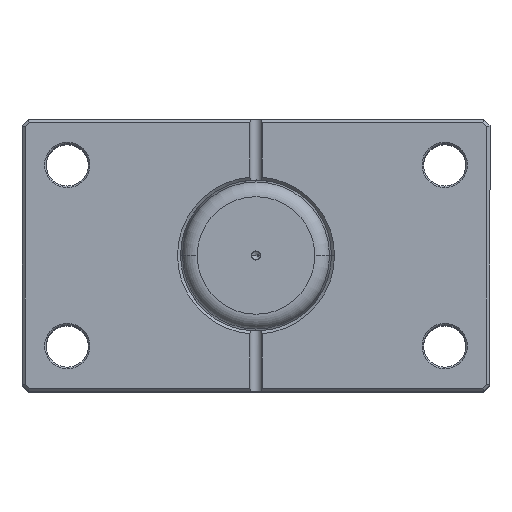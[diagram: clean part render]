
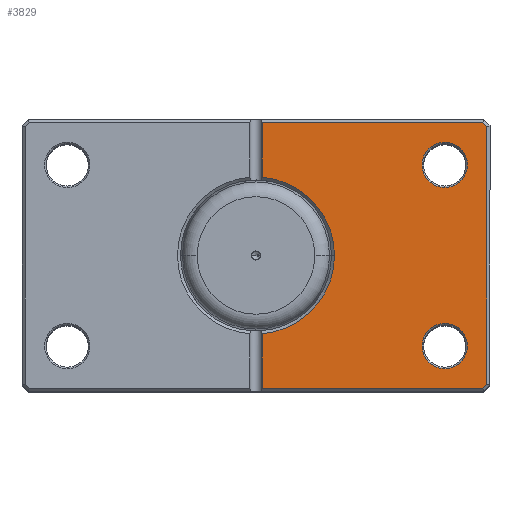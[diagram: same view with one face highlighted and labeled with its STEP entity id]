
A CAD part, top view. The second image highlights one B-rep face of the part: STEP entity #3829.
In plain terms, the highlighted face is planar.
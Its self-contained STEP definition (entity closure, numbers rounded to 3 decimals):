
#97 = AXIS2_PLACEMENT_3D ( 'NONE', #943, #4320, #1401 ) ;
#137 = CARTESIAN_POINT ( 'NONE',  ( -62.5, -30., 0. ) ) ;
#160 = DIRECTION ( 'NONE',  ( 1., 0., 0. ) ) ;
#207 = EDGE_LOOP ( 'NONE', ( #1029, #5745 ) ) ;
#241 = DIRECTION ( 'NONE',  ( 1., 0., 0. ) ) ;
#249 = LINE ( 'NONE', #2840, #5417 ) ;
#265 = DIRECTION ( 'NONE',  ( 0., 0., 1. ) ) ;
#283 = VERTEX_POINT ( 'NONE', #4024 ) ;
#297 = AXIS2_PLACEMENT_3D ( 'NONE', #6070, #3115, #241 ) ;
#299 = CARTESIAN_POINT ( 'NONE',  ( -59.543, 59.543, 0. ) ) ;
#340 = VERTEX_POINT ( 'NONE', #4672 ) ;
#510 = CARTESIAN_POINT ( 'NONE',  ( -2., 25.923, 0. ) ) ;
#539 = LINE ( 'NONE', #1033, #4238 ) ;
#577 = CARTESIAN_POINT ( 'NONE',  ( -62.5, 30., 0. ) ) ;
#603 = DIRECTION ( 'NONE',  ( 1., 0., 0. ) ) ;
#707 = DIRECTION ( 'NONE',  ( 1., 0., 0. ) ) ;
#719 = VECTOR ( 'NONE', #3039, 1000. ) ;
#758 = EDGE_CURVE ( 'NONE', #283, #1537, #6137, .T. ) ;
#763 = CARTESIAN_POINT ( 'NONE',  ( 0., 44., 0. ) ) ;
#911 = CIRCLE ( 'NONE', #97, 7.5 ) ;
#919 = DIRECTION ( 'NONE',  ( 0., 0., 1. ) ) ;
#943 = CARTESIAN_POINT ( 'NONE',  ( -62.5, 30., 0. ) ) ;
#961 = ORIENTED_EDGE ( 'NONE', *, *, #3975, .T. ) ;
#984 = CARTESIAN_POINT ( 'NONE',  ( -75.086, -44., 0. ) ) ;
#1029 = ORIENTED_EDGE ( 'NONE', *, *, #2923, .T. ) ;
#1033 = CARTESIAN_POINT ( 'NONE',  ( -2., 45., 0. ) ) ;
#1112 = ORIENTED_EDGE ( 'NONE', *, *, #2464, .T. ) ;
#1149 = CARTESIAN_POINT ( 'NONE',  ( -26., 0., 0. ) ) ;
#1150 = LINE ( 'NONE', #299, #4881 ) ;
#1178 = ORIENTED_EDGE ( 'NONE', *, *, #1718, .T. ) ;
#1190 = EDGE_CURVE ( 'NONE', #4342, #4420, #3258, .T. ) ;
#1210 = VERTEX_POINT ( 'NONE', #2000 ) ;
#1216 = LINE ( 'NONE', #4412, #2044 ) ;
#1264 = EDGE_CURVE ( 'NONE', #5134, #1210, #3113, .T. ) ;
#1265 = CARTESIAN_POINT ( 'NONE',  ( -70., -30., 0. ) ) ;
#1317 = ORIENTED_EDGE ( 'NONE', *, *, #2974, .T. ) ;
#1401 = DIRECTION ( 'NONE',  ( 1., 0., 0. ) ) ;
#1410 = DIRECTION ( 'NONE',  ( 0., 1., 0. ) ) ;
#1449 = CARTESIAN_POINT ( 'NONE',  ( -2., -25.923, 0. ) ) ;
#1510 = EDGE_CURVE ( 'NONE', #1789, #4342, #4344, .T. ) ;
#1537 = VERTEX_POINT ( 'NONE', #4187 ) ;
#1567 = PLANE ( 'NONE',  #2814 ) ;
#1623 = CARTESIAN_POINT ( 'NONE',  ( -55., -30., 0. ) ) ;
#1640 = VERTEX_POINT ( 'NONE', #510 ) ;
#1705 = VERTEX_POINT ( 'NONE', #4254 ) ;
#1718 = EDGE_CURVE ( 'NONE', #3118, #4747, #2580, .T. ) ;
#1789 = VERTEX_POINT ( 'NONE', #1449 ) ;
#1878 = CIRCLE ( 'NONE', #2328, 7.5 ) ;
#1960 = DIRECTION ( 'NONE',  ( -0.707, 0.707, 0. ) ) ;
#2000 = CARTESIAN_POINT ( 'NONE',  ( -2., 44., 0. ) ) ;
#2044 = VECTOR ( 'NONE', #1960, 1000. ) ;
#2255 = CIRCLE ( 'NONE', #297, 26. ) ;
#2292 = DIRECTION ( 'NONE',  ( 1., 0., 0. ) ) ;
#2328 = AXIS2_PLACEMENT_3D ( 'NONE', #137, #3474, #603 ) ;
#2344 = FACE_BOUND ( 'NONE', #6293, .T. ) ;
#2352 = EDGE_CURVE ( 'NONE', #1705, #340, #249, .T. ) ;
#2464 = EDGE_CURVE ( 'NONE', #4420, #1705, #1216, .T. ) ;
#2533 = ORIENTED_EDGE ( 'NONE', *, *, #1190, .T. ) ;
#2537 = DIRECTION ( 'NONE',  ( 1., 0., 0. ) ) ;
#2540 = CARTESIAN_POINT ( 'NONE',  ( 0., 0., 0. ) ) ;
#2580 = CIRCLE ( 'NONE', #5377, 7.5 ) ;
#2632 = CIRCLE ( 'NONE', #4350, 26. ) ;
#2671 = DIRECTION ( 'NONE',  ( 0.707, 0.707, 0. ) ) ;
#2814 = AXIS2_PLACEMENT_3D ( 'NONE', #2540, #3025, #160 ) ;
#2840 = CARTESIAN_POINT ( 'NONE',  ( -76.5, 0., 0. ) ) ;
#2923 = EDGE_CURVE ( 'NONE', #1537, #283, #911, .T. ) ;
#2974 = EDGE_CURVE ( 'NONE', #4747, #3118, #1878, .T. ) ;
#3025 = DIRECTION ( 'NONE',  ( 0., 0., 1. ) ) ;
#3039 = DIRECTION ( 'NONE',  ( -1., 0., 0. ) ) ;
#3070 = CARTESIAN_POINT ( 'NONE',  ( 0., -44., 0. ) ) ;
#3113 = LINE ( 'NONE', #763, #5434 ) ;
#3115 = DIRECTION ( 'NONE',  ( 0., 0., 1. ) ) ;
#3118 = VERTEX_POINT ( 'NONE', #1623 ) ;
#3131 = EDGE_CURVE ( 'NONE', #5835, #1789, #2255, .T. ) ;
#3166 = FACE_BOUND ( 'NONE', #207, .T. ) ;
#3258 = LINE ( 'NONE', #3070, #719 ) ;
#3419 = DIRECTION ( 'NONE',  ( 0., -1., 0. ) ) ;
#3474 = DIRECTION ( 'NONE',  ( 0., 0., 1. ) ) ;
#3789 = CARTESIAN_POINT ( 'NONE',  ( 0., 0., 0. ) ) ;
#3829 = ADVANCED_FACE ( 'NONE', ( #2344, #3166, #5791 ), #1567, .F. ) ;
#3857 = DIRECTION ( 'NONE',  ( 0., -1., 0. ) ) ;
#3895 = CARTESIAN_POINT ( 'NONE',  ( -2., 45., 0. ) ) ;
#3940 = ORIENTED_EDGE ( 'NONE', *, *, #3131, .T. ) ;
#3960 = EDGE_LOOP ( 'NONE', ( #5584, #3961, #3940, #4429, #2533, #1112, #4837, #961, #4688 ) ) ;
#3961 = ORIENTED_EDGE ( 'NONE', *, *, #4186, .T. ) ;
#3975 = EDGE_CURVE ( 'NONE', #340, #5134, #1150, .T. ) ;
#4024 = CARTESIAN_POINT ( 'NONE',  ( -55., 30., 0. ) ) ;
#4186 = EDGE_CURVE ( 'NONE', #1640, #5835, #2632, .T. ) ;
#4187 = CARTESIAN_POINT ( 'NONE',  ( -70., 30., 0. ) ) ;
#4221 = CARTESIAN_POINT ( 'NONE',  ( -75.086, 44., 0. ) ) ;
#4238 = VECTOR ( 'NONE', #3419, 1000. ) ;
#4254 = CARTESIAN_POINT ( 'NONE',  ( -76.5, -42.586, 0. ) ) ;
#4305 = DIRECTION ( 'NONE',  ( 1., 0., 0. ) ) ;
#4320 = DIRECTION ( 'NONE',  ( 0., 0., 1. ) ) ;
#4342 = VERTEX_POINT ( 'NONE', #5766 ) ;
#4344 = LINE ( 'NONE', #3895, #5803 ) ;
#4350 = AXIS2_PLACEMENT_3D ( 'NONE', #3789, #919, #4305 ) ;
#4412 = CARTESIAN_POINT ( 'NONE',  ( -59.543, -59.543, 0. ) ) ;
#4420 = VERTEX_POINT ( 'NONE', #984 ) ;
#4429 = ORIENTED_EDGE ( 'NONE', *, *, #1510, .T. ) ;
#4451 = EDGE_CURVE ( 'NONE', #1210, #1640, #539, .T. ) ;
#4672 = CARTESIAN_POINT ( 'NONE',  ( -76.5, 42.586, 0. ) ) ;
#4688 = ORIENTED_EDGE ( 'NONE', *, *, #1264, .T. ) ;
#4747 = VERTEX_POINT ( 'NONE', #1265 ) ;
#4837 = ORIENTED_EDGE ( 'NONE', *, *, #2352, .T. ) ;
#4881 = VECTOR ( 'NONE', #2671, 1000. ) ;
#5134 = VERTEX_POINT ( 'NONE', #4221 ) ;
#5377 = AXIS2_PLACEMENT_3D ( 'NONE', #6165, #6302, #2537 ) ;
#5417 = VECTOR ( 'NONE', #1410, 1000. ) ;
#5434 = VECTOR ( 'NONE', #707, 1000. ) ;
#5584 = ORIENTED_EDGE ( 'NONE', *, *, #4451, .T. ) ;
#5606 = AXIS2_PLACEMENT_3D ( 'NONE', #577, #265, #2292 ) ;
#5745 = ORIENTED_EDGE ( 'NONE', *, *, #758, .T. ) ;
#5766 = CARTESIAN_POINT ( 'NONE',  ( -2., -44., 0. ) ) ;
#5791 = FACE_OUTER_BOUND ( 'NONE', #3960, .T. ) ;
#5803 = VECTOR ( 'NONE', #3857, 1000. ) ;
#5835 = VERTEX_POINT ( 'NONE', #1149 ) ;
#6070 = CARTESIAN_POINT ( 'NONE',  ( 0., 0., 0. ) ) ;
#6137 = CIRCLE ( 'NONE', #5606, 7.5 ) ;
#6165 = CARTESIAN_POINT ( 'NONE',  ( -62.5, -30., 0. ) ) ;
#6293 = EDGE_LOOP ( 'NONE', ( #1317, #1178 ) ) ;
#6302 = DIRECTION ( 'NONE',  ( 0., 0., 1. ) ) ;
